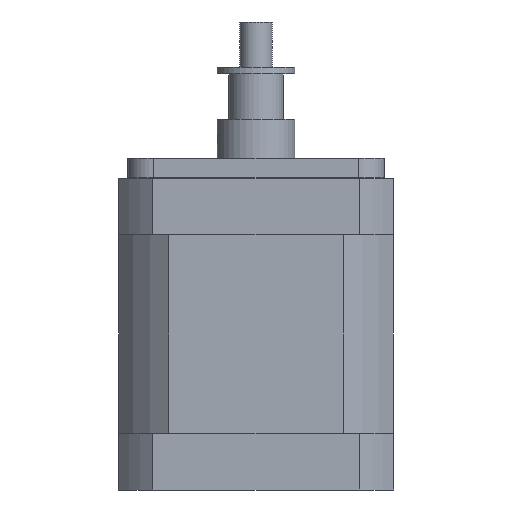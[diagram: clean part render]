
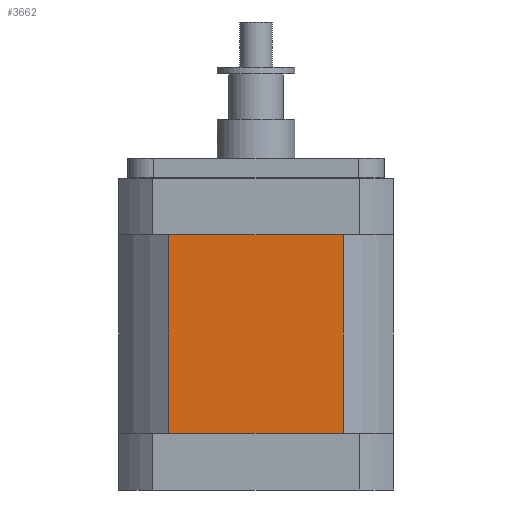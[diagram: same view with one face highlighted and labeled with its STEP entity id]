
A CAD part, front view. The second image highlights one B-rep face of the part: STEP entity #3662.
In plain terms, the highlighted planar face has unit normal (0, -1, 0).
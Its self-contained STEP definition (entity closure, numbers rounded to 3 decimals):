
#1695 = PLANE('',#1696);
#1696 = AXIS2_PLACEMENT_3D('',#1697,#1698,#1699);
#1697 = CARTESIAN_POINT('',(0.,0.,-8.75));
#1698 = DIRECTION('',(0.,0.,1.));
#1699 = DIRECTION('',(1.,0.,0.));
#2855 = PLANE('',#2856);
#2856 = AXIS2_PLACEMENT_3D('',#2857,#2858,#2859);
#2857 = CARTESIAN_POINT('',(0.,0.,-39.25));
#2858 = DIRECTION('',(0.,0.,1.));
#2859 = DIRECTION('',(1.,0.,0.));
#2937 = VERTEX_POINT('',#2938);
#2938 = CARTESIAN_POINT('',(13.394,-21.109,-39.25));
#2953 = CYLINDRICAL_SURFACE('',#2954,25.);
#2954 = AXIS2_PLACEMENT_3D('',#2955,#2956,#2957);
#2955 = CARTESIAN_POINT('',(0.,0.,-39.25));
#2956 = DIRECTION('',(0.,0.,1.));
#2957 = DIRECTION('',(1.,0.,0.));
#2965 = EDGE_CURVE('',#2966,#2937,#2968,.T.);
#2966 = VERTEX_POINT('',#2967);
#2967 = CARTESIAN_POINT('',(-13.394,-21.109,-39.25));
#2968 = SURFACE_CURVE('',#2969,(#2973,#2980),.PCURVE_S1.);
#2969 = LINE('',#2970,#2971);
#2970 = CARTESIAN_POINT('',(-13.394,-21.109,-39.25));
#2971 = VECTOR('',#2972,1.);
#2972 = DIRECTION('',(1.,0.,0.));
#2973 = PCURVE('',#2855,#2974);
#2974 = DEFINITIONAL_REPRESENTATION('',(#2975),#2979);
#2975 = LINE('',#2976,#2977);
#2976 = CARTESIAN_POINT('',(-13.394,-21.109));
#2977 = VECTOR('',#2978,1.);
#2978 = DIRECTION('',(1.,0.));
#2979 = ( GEOMETRIC_REPRESENTATION_CONTEXT(2) 
PARAMETRIC_REPRESENTATION_CONTEXT() REPRESENTATION_CONTEXT('2D SPACE',''
  ) );
#2980 = PCURVE('',#2981,#2986);
#2981 = PLANE('',#2982);
#2982 = AXIS2_PLACEMENT_3D('',#2983,#2984,#2985);
#2983 = CARTESIAN_POINT('',(-13.394,-21.109,-39.25));
#2984 = DIRECTION('',(0.,-1.,0.));
#2985 = DIRECTION('',(0.,0.,-1.));
#2986 = DEFINITIONAL_REPRESENTATION('',(#2987),#2991);
#2987 = LINE('',#2988,#2989);
#2988 = CARTESIAN_POINT('',(0.,0.));
#2989 = VECTOR('',#2990,1.);
#2990 = DIRECTION('',(0.,1.));
#2991 = ( GEOMETRIC_REPRESENTATION_CONTEXT(2) 
PARAMETRIC_REPRESENTATION_CONTEXT() REPRESENTATION_CONTEXT('2D SPACE',''
  ) );
#3010 = CYLINDRICAL_SURFACE('',#3011,25.);
#3011 = AXIS2_PLACEMENT_3D('',#3012,#3013,#3014);
#3012 = CARTESIAN_POINT('',(0.,0.,-39.25));
#3013 = DIRECTION('',(0.,0.,1.));
#3014 = DIRECTION('',(1.,0.,0.));
#3360 = VERTEX_POINT('',#3361);
#3361 = CARTESIAN_POINT('',(-13.394,-21.109,-8.75));
#3383 = EDGE_CURVE('',#3360,#3384,#3386,.T.);
#3384 = VERTEX_POINT('',#3385);
#3385 = CARTESIAN_POINT('',(13.394,-21.109,-8.75));
#3386 = SURFACE_CURVE('',#3387,(#3391,#3398),.PCURVE_S1.);
#3387 = LINE('',#3388,#3389);
#3388 = CARTESIAN_POINT('',(-13.394,-21.109,-8.75));
#3389 = VECTOR('',#3390,1.);
#3390 = DIRECTION('',(1.,0.,0.));
#3391 = PCURVE('',#1695,#3392);
#3392 = DEFINITIONAL_REPRESENTATION('',(#3393),#3397);
#3393 = LINE('',#3394,#3395);
#3394 = CARTESIAN_POINT('',(-13.394,-21.109));
#3395 = VECTOR('',#3396,1.);
#3396 = DIRECTION('',(1.,0.));
#3397 = ( GEOMETRIC_REPRESENTATION_CONTEXT(2) 
PARAMETRIC_REPRESENTATION_CONTEXT() REPRESENTATION_CONTEXT('2D SPACE',''
  ) );
#3398 = PCURVE('',#2981,#3399);
#3399 = DEFINITIONAL_REPRESENTATION('',(#3400),#3404);
#3400 = LINE('',#3401,#3402);
#3401 = CARTESIAN_POINT('',(-30.5,0.));
#3402 = VECTOR('',#3403,1.);
#3403 = DIRECTION('',(0.,1.));
#3404 = ( GEOMETRIC_REPRESENTATION_CONTEXT(2) 
PARAMETRIC_REPRESENTATION_CONTEXT() REPRESENTATION_CONTEXT('2D SPACE',''
  ) );
#3640 = EDGE_CURVE('',#2937,#3384,#3641,.T.);
#3641 = SURFACE_CURVE('',#3642,(#3646,#3653),.PCURVE_S1.);
#3642 = LINE('',#3643,#3644);
#3643 = CARTESIAN_POINT('',(13.394,-21.109,-39.25));
#3644 = VECTOR('',#3645,1.);
#3645 = DIRECTION('',(0.,0.,1.));
#3646 = PCURVE('',#2953,#3647);
#3647 = DEFINITIONAL_REPRESENTATION('',(#3648),#3652);
#3648 = LINE('',#3649,#3650);
#3649 = CARTESIAN_POINT('',(5.278,0.));
#3650 = VECTOR('',#3651,1.);
#3651 = DIRECTION('',(0.,1.));
#3652 = ( GEOMETRIC_REPRESENTATION_CONTEXT(2) 
PARAMETRIC_REPRESENTATION_CONTEXT() REPRESENTATION_CONTEXT('2D SPACE',''
  ) );
#3653 = PCURVE('',#2981,#3654);
#3654 = DEFINITIONAL_REPRESENTATION('',(#3655),#3659);
#3655 = LINE('',#3656,#3657);
#3656 = CARTESIAN_POINT('',(0.,26.789));
#3657 = VECTOR('',#3658,1.);
#3658 = DIRECTION('',(-1.,0.));
#3659 = ( GEOMETRIC_REPRESENTATION_CONTEXT(2) 
PARAMETRIC_REPRESENTATION_CONTEXT() REPRESENTATION_CONTEXT('2D SPACE',''
  ) );
#3662 = ADVANCED_FACE('',(#3663),#2981,.T.);
#3663 = FACE_BOUND('',#3664,.T.);
#3664 = EDGE_LOOP('',(#3665,#3666,#3687,#3688));
#3665 = ORIENTED_EDGE('',*,*,#3383,.F.);
#3666 = ORIENTED_EDGE('',*,*,#3667,.F.);
#3667 = EDGE_CURVE('',#2966,#3360,#3668,.T.);
#3668 = SURFACE_CURVE('',#3669,(#3673,#3680),.PCURVE_S1.);
#3669 = LINE('',#3670,#3671);
#3670 = CARTESIAN_POINT('',(-13.394,-21.109,-39.25));
#3671 = VECTOR('',#3672,1.);
#3672 = DIRECTION('',(0.,0.,1.));
#3673 = PCURVE('',#2981,#3674);
#3674 = DEFINITIONAL_REPRESENTATION('',(#3675),#3679);
#3675 = LINE('',#3676,#3677);
#3676 = CARTESIAN_POINT('',(0.,0.));
#3677 = VECTOR('',#3678,1.);
#3678 = DIRECTION('',(-1.,0.));
#3679 = ( GEOMETRIC_REPRESENTATION_CONTEXT(2) 
PARAMETRIC_REPRESENTATION_CONTEXT() REPRESENTATION_CONTEXT('2D SPACE',''
  ) );
#3680 = PCURVE('',#3010,#3681);
#3681 = DEFINITIONAL_REPRESENTATION('',(#3682),#3686);
#3682 = LINE('',#3683,#3684);
#3683 = CARTESIAN_POINT('',(4.147,0.));
#3684 = VECTOR('',#3685,1.);
#3685 = DIRECTION('',(0.,1.));
#3686 = ( GEOMETRIC_REPRESENTATION_CONTEXT(2) 
PARAMETRIC_REPRESENTATION_CONTEXT() REPRESENTATION_CONTEXT('2D SPACE',''
  ) );
#3687 = ORIENTED_EDGE('',*,*,#2965,.T.);
#3688 = ORIENTED_EDGE('',*,*,#3640,.T.);
